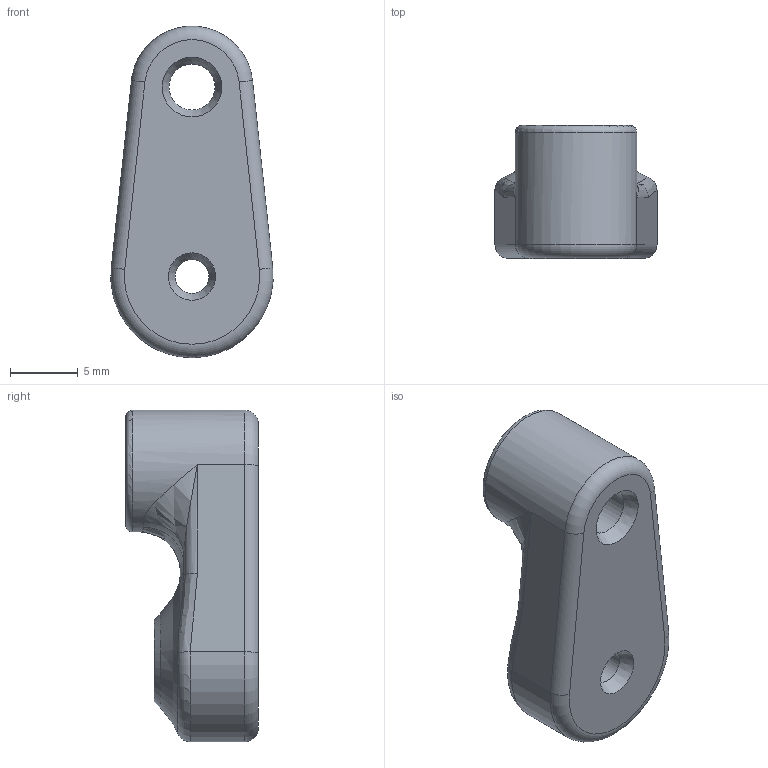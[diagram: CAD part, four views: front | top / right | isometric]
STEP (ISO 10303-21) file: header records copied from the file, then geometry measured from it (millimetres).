
FILE_DESCRIPTION(/* description */ (''),/* implementation_level */ '2;1');
FILE_NAME(/* name */ 'BELT-TENSIONER_Z_V01.step',/* time_stamp */ '2023-01-19T22:28:15+01:00',/* author */ (''),/* organization */ (''),/* preprocessor_version */ 'ST-DEVELOPER v19.2',/* originating_system */ 'Autodesk Translation Framework v11.17.0.187',/* authorisation */ '');
FILE_SCHEMA (('AUTOMOTIVE_DESIGN { 1 0 10303 214 3 1 1 }'));
Length unit declared in the file: millimetre
Products named in the file (1): BELT-TENSIONER_Z_V01_PR
Bounding box: 11.98 x 9.8 x 24.49 mm (x, y, z)
Volume: 1560.9 mm3; surface area: 1020.8 mm2
Topology: 1 solids, 1 shells, 33 faces, 79 edges, 48 vertices
Faces by surface type: cylinder 8, plane 7, torus 7, bspline 6, cone 5
Full cylindrical faces by diameter (mm): 2.5 x1, 3.4 x1, 9 x1
Entity records: 2392 total; most frequent: CARTESIAN_POINT 1588, DIRECTION 168, ORIENTED_EDGE 158, EDGE_CURVE 79, AXIS2_PLACEMENT_3D 74, VERTEX_POINT 48, CIRCLE 46, EDGE_LOOP 37
